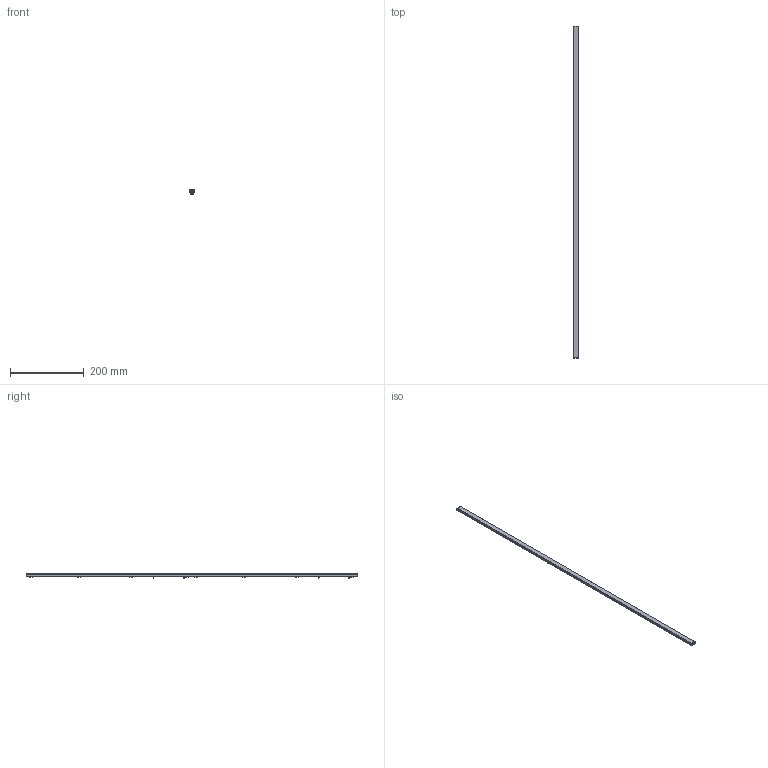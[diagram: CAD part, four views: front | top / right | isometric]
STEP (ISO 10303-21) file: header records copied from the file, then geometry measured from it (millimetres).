
FILE_DESCRIPTION(/* description */ ('This is a sample STEP configuration'),/* implementation_level */ '2;1');
FILE_NAME(/* name */ '708-003054xxxxxx SIMPLE.ipt_Rev_00.1.stp',/* time_stamp */ '2023-04-04T14:30:30+02:00',/* author */ ('powerJobs'),/* organization */ ('coolOrange'),/* preprocessor_version */ 'ST-DEVELOPER v19.2',/* originating_system */ 'Autodesk Inventor 2023',/* authorisation */ '');
FILE_SCHEMA (('AUTOMOTIVE_DESIGN { 1 0 10303 214 3 1 1 }'));
Length unit declared in the file: millimetre
Products named in the file (1): ENG000026410
Bounding box: 13.2 x 898.5 x 10.89 mm (x, y, z)
Volume: 44956 mm3; surface area: 71395.3 mm2
Topology: 9 solids, 9 shells, 1590 faces, 4368 edges, 2768 vertices
Faces by surface type: plane 816, cylinder 606, sphere 88, bspline 48, cone 16, torus 16
Full cylindrical faces by diameter (mm): 0.35 x86, 1.062 x8, 1.499 x8, 1.549 x8, 1.7 x2, 1.829 x8
Entity records: 53215 total; most frequent: CARTESIAN_POINT 11991, ORIENTED_EDGE 8680, DIRECTION 8490, EDGE_CURVE 4340, LINE 2924, VECTOR 2924, AXIS2_PLACEMENT_3D 2783, VERTEX_POINT 2768
